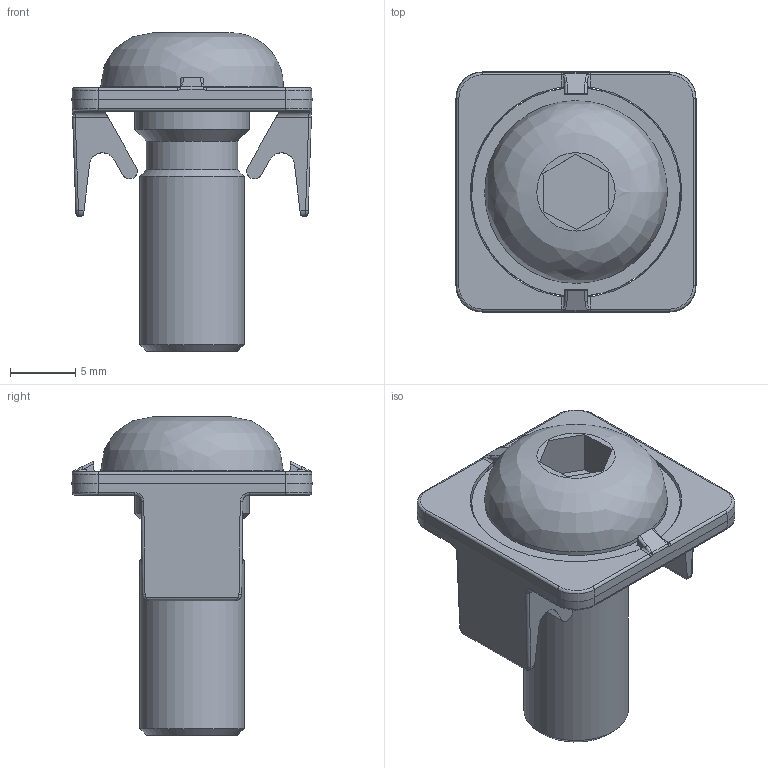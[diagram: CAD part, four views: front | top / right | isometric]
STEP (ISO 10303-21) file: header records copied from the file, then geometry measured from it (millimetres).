
FILE_DESCRIPTION(/* description */ ('Standard-Verbindungssatz 8K'),/* implementation_level */ '2;1');
FILE_NAME(/* name */ '282311850 Standard-Verbindungssatz 8K.stp',/* time_stamp */ '2021-03-17T16:47:17+01:00',/* author */ ('wheldmann'),/* organization */ (''),/* preprocessor_version */ 'ST-DEVELOPER v17.2',/* originating_system */ 'Autodesk Inventor 2019',/* authorisation */ '');
FILE_SCHEMA (('AUTOMOTIVE_DESIGN { 1 0 10303 214 3 1 1 }'));
Length unit declared in the file: millimetre
Products named in the file (1): 282311850
Bounding box: 18.4 x 18.4 x 24.4 mm (x, y, z)
Volume: 2207.2 mm3; surface area: 2045.6 mm2
Topology: 1 solids, 1 shells, 156 faces, 401 edges, 242 vertices
Faces by surface type: cylinder 56, plane 53, bspline 37, cone 6, sphere 4
Full cylindrical faces by diameter (mm): 7 x1, 8 x1, 8.8 x1, 9 x1, 14 x1, 16 x1
Entity records: 5845 total; most frequent: CARTESIAN_POINT 2121, ORIENTED_EDGE 794, DIRECTION 754, EDGE_CURVE 397, AXIS2_PLACEMENT_3D 286, VERTEX_POINT 242, LINE 182, VECTOR 182
